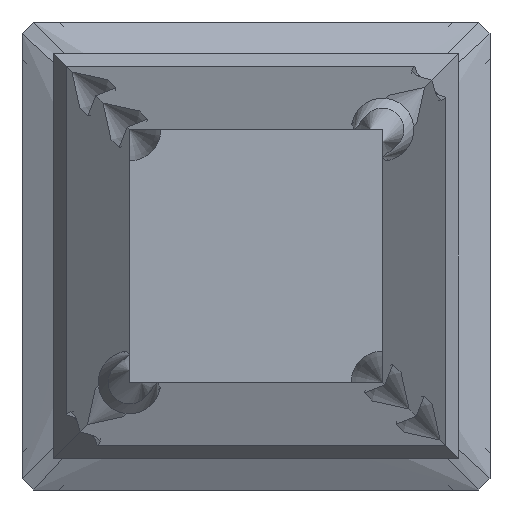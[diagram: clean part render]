
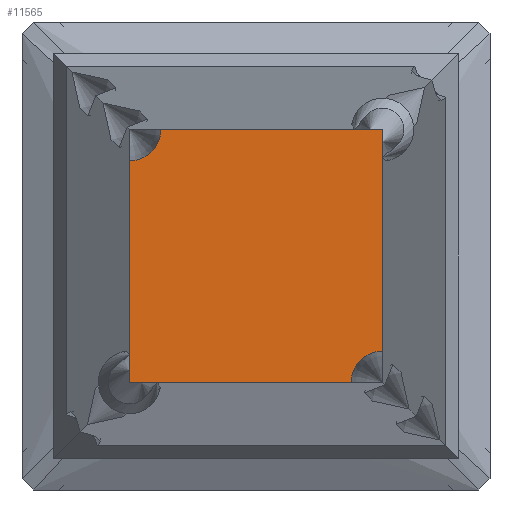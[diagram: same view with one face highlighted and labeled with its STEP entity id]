
A CAD part, front view. The second image highlights one B-rep face of the part: STEP entity #11565.
In plain terms, the highlighted planar face has unit normal (0, -1, 0).
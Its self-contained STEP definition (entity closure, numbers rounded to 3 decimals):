
#91 = LINE ( 'NONE', #9872, #6914 ) ;
#335 = CARTESIAN_POINT ( 'NONE',  ( 0., -780., 0. ) ) ;
#361 = EDGE_CURVE ( 'NONE', #15377, #8827, #9045, .T. ) ;
#502 = DIRECTION ( 'NONE',  ( -1., 0., 0. ) ) ;
#1520 = CARTESIAN_POINT ( 'NONE',  ( -10., -780., 10. ) ) ;
#1563 = AXIS2_PLACEMENT_3D ( 'NONE', #335, #12969, #14266 ) ;
#2140 = EDGE_CURVE ( 'NONE', #14165, #7596, #9107, .T. ) ;
#2343 = EDGE_CURVE ( 'NONE', #14165, #13468, #2773, .T. ) ;
#2403 = VERTEX_POINT ( 'NONE', #8946 ) ;
#2773 = CIRCLE ( 'NONE', #10033, 2.475 ) ;
#2813 = DIRECTION ( 'NONE',  ( 0., 0., -1. ) ) ;
#2900 = CARTESIAN_POINT ( 'NONE',  ( -10., -780., -10. ) ) ;
#3940 = DIRECTION ( 'NONE',  ( 0., 0., 1. ) ) ;
#4298 = VECTOR ( 'NONE', #13341, 1000. ) ;
#4335 = AXIS2_PLACEMENT_3D ( 'NONE', #1520, #10394, #7932 ) ;
#4380 = ORIENTED_EDGE ( 'NONE', *, *, #8874, .F. ) ;
#4547 = VECTOR ( 'NONE', #502, 1000. ) ;
#5108 = DIRECTION ( 'NONE',  ( 0., 1., 0. ) ) ;
#6061 = DIRECTION ( 'NONE',  ( 0., 0., 1. ) ) ;
#6914 = VECTOR ( 'NONE', #6061, 1000. ) ;
#7063 = FACE_OUTER_BOUND ( 'NONE', #15591, .T. ) ;
#7091 = ORIENTED_EDGE ( 'NONE', *, *, #12436, .F. ) ;
#7596 = VERTEX_POINT ( 'NONE', #2900 ) ;
#7932 = DIRECTION ( 'NONE',  ( 0., 0., 1. ) ) ;
#8556 = ORIENTED_EDGE ( 'NONE', *, *, #2343, .T. ) ;
#8827 = VERTEX_POINT ( 'NONE', #13688 ) ;
#8856 = CARTESIAN_POINT ( 'NONE',  ( 10., -780., -7.525 ) ) ;
#8874 = EDGE_CURVE ( 'NONE', #7596, #8827, #91, .T. ) ;
#8946 = CARTESIAN_POINT ( 'NONE',  ( 10., -780., 10. ) ) ;
#9045 = CIRCLE ( 'NONE', #4335, 2.475 ) ;
#9107 = LINE ( 'NONE', #15536, #4547 ) ;
#9872 = CARTESIAN_POINT ( 'NONE',  ( -10., -780., 10. ) ) ;
#9953 = CARTESIAN_POINT ( 'NONE',  ( -7.525, -780., 10. ) ) ;
#10033 = AXIS2_PLACEMENT_3D ( 'NONE', #13797, #5108, #3940 ) ;
#10258 = ORIENTED_EDGE ( 'NONE', *, *, #12069, .F. ) ;
#10379 = CARTESIAN_POINT ( 'NONE',  ( 10., -780., -10. ) ) ;
#10388 = CARTESIAN_POINT ( 'NONE',  ( 7.525, -780., -10. ) ) ;
#10394 = DIRECTION ( 'NONE',  ( 0., 1., 0. ) ) ;
#10802 = ORIENTED_EDGE ( 'NONE', *, *, #361, .T. ) ;
#10988 = VECTOR ( 'NONE', #2813, 1000. ) ;
#11565 = ADVANCED_FACE ( 'NONE', ( #7063 ), #12917, .F. ) ;
#12069 = EDGE_CURVE ( 'NONE', #15377, #2403, #14504, .T. ) ;
#12436 = EDGE_CURVE ( 'NONE', #2403, #13468, #14295, .T. ) ;
#12917 = PLANE ( 'NONE',  #1563 ) ;
#12969 = DIRECTION ( 'NONE',  ( 0., 1., 0. ) ) ;
#13341 = DIRECTION ( 'NONE',  ( 1., 0., 0. ) ) ;
#13468 = VERTEX_POINT ( 'NONE', #8856 ) ;
#13688 = CARTESIAN_POINT ( 'NONE',  ( -10., -780., 7.525 ) ) ;
#13797 = CARTESIAN_POINT ( 'NONE',  ( 10., -780., -10. ) ) ;
#14165 = VERTEX_POINT ( 'NONE', #10388 ) ;
#14266 = DIRECTION ( 'NONE',  ( 0., 0., 1. ) ) ;
#14295 = LINE ( 'NONE', #10379, #10988 ) ;
#14504 = LINE ( 'NONE', #15720, #4298 ) ;
#14659 = ORIENTED_EDGE ( 'NONE', *, *, #2140, .F. ) ;
#15377 = VERTEX_POINT ( 'NONE', #9953 ) ;
#15536 = CARTESIAN_POINT ( 'NONE',  ( -10., -780., -10. ) ) ;
#15591 = EDGE_LOOP ( 'NONE', ( #14659, #8556, #7091, #10258, #10802, #4380 ) ) ;
#15720 = CARTESIAN_POINT ( 'NONE',  ( 10., -780., 10. ) ) ;
